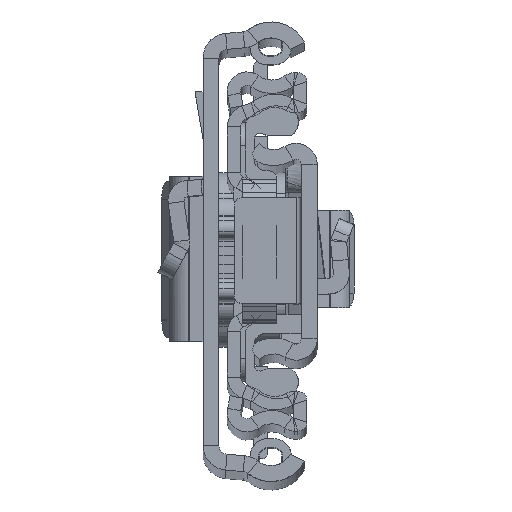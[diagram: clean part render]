
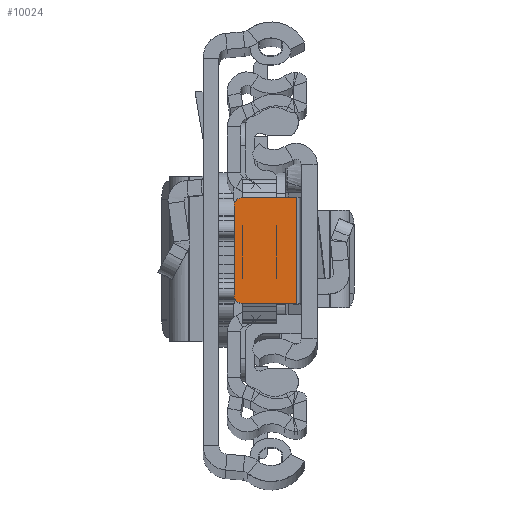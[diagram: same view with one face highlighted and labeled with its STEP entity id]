
A CAD part, top view. The second image highlights one B-rep face of the part: STEP entity #10024.
In plain terms, the highlighted planar face has unit normal (0, 0, 1).
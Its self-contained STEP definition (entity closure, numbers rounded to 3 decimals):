
#40 = ORIENTED_EDGE ( 'NONE', *, *, #20777, .T. ) ;
#410 = VECTOR ( 'NONE', #16743, 1000. ) ;
#611 = CARTESIAN_POINT ( 'NONE',  ( -8.4, 6.151, -6.8 ) ) ;
#1054 = EDGE_CURVE ( 'NONE', #25276, #2189, #28829, .T. ) ;
#1161 = VERTEX_POINT ( 'NONE', #28153 ) ;
#1868 = VERTEX_POINT ( 'NONE', #16361 ) ;
#2118 = EDGE_CURVE ( 'NONE', #2189, #1161, #7596, .T. ) ;
#2189 = VERTEX_POINT ( 'NONE', #17860 ) ;
#3122 = VERTEX_POINT ( 'NONE', #23096 ) ;
#3528 = CARTESIAN_POINT ( 'NONE',  ( -2.3, 6.151, -6.8 ) ) ;
#3923 = LINE ( 'NONE', #24260, #22805 ) ;
#4212 = DIRECTION ( 'NONE',  ( 1., 0., 0. ) ) ;
#5150 = EDGE_CURVE ( 'NONE', #1868, #1161, #24586, .T. ) ;
#7150 = EDGE_CURVE ( 'NONE', #1868, #3122, #9950, .T. ) ;
#7596 = LINE ( 'NONE', #12604, #15708 ) ;
#7680 = ORIENTED_EDGE ( 'NONE', *, *, #7150, .F. ) ;
#9539 = CARTESIAN_POINT ( 'NONE',  ( -8.4, -4.849, -6.8 ) ) ;
#9700 = CIRCLE ( 'NONE', #12621, 1. ) ;
#9875 = EDGE_CURVE ( 'NONE', #12104, #25276, #3923, .T. ) ;
#9950 = LINE ( 'NONE', #25980, #410 ) ;
#10024 = ADVANCED_FACE ( 'NONE', ( #20577 ), #22568, .T. ) ;
#12104 = VERTEX_POINT ( 'NONE', #611 ) ;
#12230 = ORIENTED_EDGE ( 'NONE', *, *, #1054, .F. ) ;
#12604 = CARTESIAN_POINT ( 'NONE',  ( -9.4, -5.849, -6.8 ) ) ;
#12621 = AXIS2_PLACEMENT_3D ( 'NONE', #19926, #28695, #12693 ) ;
#12693 = DIRECTION ( 'NONE',  ( 1., 0., 0. ) ) ;
#13127 = ORIENTED_EDGE ( 'NONE', *, *, #5150, .T. ) ;
#15068 = DIRECTION ( 'NONE',  ( 0., -1., 0. ) ) ;
#15540 = AXIS2_PLACEMENT_3D ( 'NONE', #27391, #20430, #4212 ) ;
#15708 = VECTOR ( 'NONE', #16814, 1000. ) ;
#16361 = CARTESIAN_POINT ( 'NONE',  ( -9.4, -4.849, -6.8 ) ) ;
#16743 = DIRECTION ( 'NONE',  ( 0., 1., 0. ) ) ;
#16814 = DIRECTION ( 'NONE',  ( -1., 0., 0. ) ) ;
#17335 = CARTESIAN_POINT ( 'NONE',  ( -2.3, 6.151, -6.8 ) ) ;
#17860 = CARTESIAN_POINT ( 'NONE',  ( -2.3, -5.849, -6.8 ) ) ;
#18755 = DIRECTION ( 'NONE',  ( 0., 0., 1. ) ) ;
#19926 = CARTESIAN_POINT ( 'NONE',  ( -8.4, 5.151, -6.8 ) ) ;
#20430 = DIRECTION ( 'NONE',  ( 0., 0., 1. ) ) ;
#20496 = ORIENTED_EDGE ( 'NONE', *, *, #9875, .F. ) ;
#20577 = FACE_OUTER_BOUND ( 'NONE', #27985, .T. ) ;
#20777 = EDGE_CURVE ( 'NONE', #12104, #3122, #9700, .T. ) ;
#21685 = AXIS2_PLACEMENT_3D ( 'NONE', #9539, #18755, #27986 ) ;
#22568 = PLANE ( 'NONE',  #15540 ) ;
#22805 = VECTOR ( 'NONE', #26349, 1000. ) ;
#22855 = VECTOR ( 'NONE', #15068, 1000. ) ;
#23096 = CARTESIAN_POINT ( 'NONE',  ( -9.4, 5.151, -6.8 ) ) ;
#24260 = CARTESIAN_POINT ( 'NONE',  ( -1.8, 6.151, -6.8 ) ) ;
#24586 = CIRCLE ( 'NONE', #21685, 1. ) ;
#25276 = VERTEX_POINT ( 'NONE', #3528 ) ;
#25980 = CARTESIAN_POINT ( 'NONE',  ( -9.4, 6.151, -6.8 ) ) ;
#26349 = DIRECTION ( 'NONE',  ( 1., 0., 0. ) ) ;
#27391 = CARTESIAN_POINT ( 'NONE',  ( 0., 0., -6.8 ) ) ;
#27985 = EDGE_LOOP ( 'NONE', ( #7680, #13127, #29321, #12230, #20496, #40 ) ) ;
#27986 = DIRECTION ( 'NONE',  ( 1., 0., 0. ) ) ;
#28153 = CARTESIAN_POINT ( 'NONE',  ( -8.4, -5.849, -6.8 ) ) ;
#28695 = DIRECTION ( 'NONE',  ( 0., 0., 1. ) ) ;
#28829 = LINE ( 'NONE', #17335, #22855 ) ;
#29321 = ORIENTED_EDGE ( 'NONE', *, *, #2118, .F. ) ;
